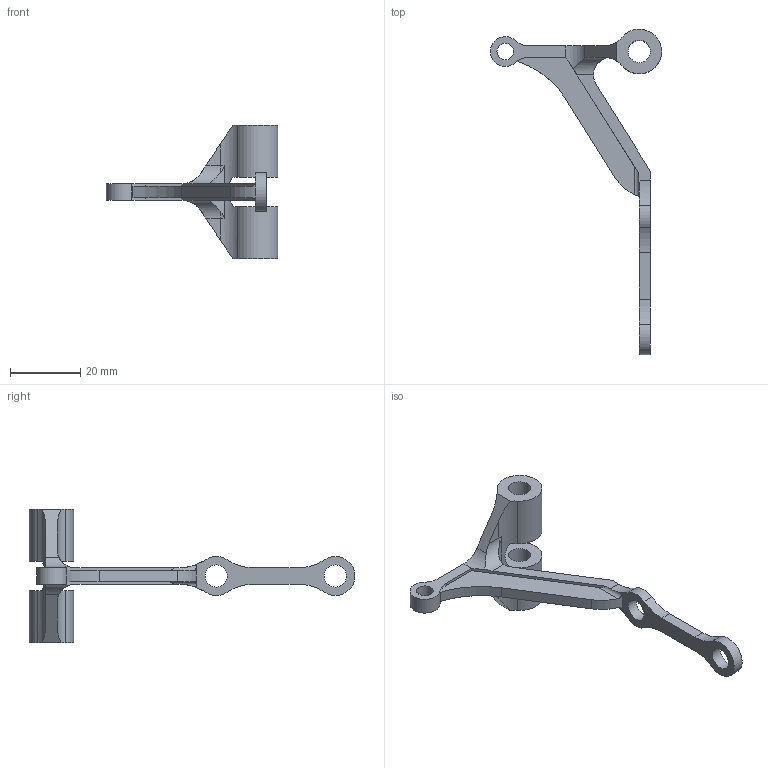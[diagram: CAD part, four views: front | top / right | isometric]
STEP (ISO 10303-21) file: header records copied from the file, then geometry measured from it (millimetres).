
FILE_DESCRIPTION(/* description */ (''),/* implementation_level */ '2;1');
FILE_NAME(/* name */ 'flap horn and hinge.stp',/* time_stamp */ '2023-02-11T13:30:31-05:00',/* author */ (''),/* organization */ (''),/* preprocessor_version */ 'ST-DEVELOPER v18.1',/* originating_system */ 'SIEMENS PLM Software NX 1980',/* authorisation */ '');
FILE_SCHEMA (('AP203_CONFIGURATION_CONTROLLED_3D_DESIGN_OF_MECHANICAL_PARTS_AND_ASSEMBLIES_MIM_LF { 1 0 10303 403 2 1 2}'));
Length unit declared in the file: inch
Products named in the file (1): flap horn and hinge
Bounding box: 48.65 x 92.58 x 38.1 mm (x, y, z)
Volume: 6769.5 mm3; surface area: 5429 mm2
Topology: 1 solids, 1 shells, 58 faces, 164 edges, 108 vertices
Faces by surface type: cylinder 31, plane 25, bspline 2
Full cylindrical faces by diameter (mm): 4.762 x1, 6.35 x4
Entity records: 2089 total; most frequent: CARTESIAN_POINT 458, DIRECTION 337, ORIENTED_EDGE 318, EDGE_CURVE 159, AXIS2_PLACEMENT_3D 131, VERTEX_POINT 108, LINE 75, VECTOR 75
